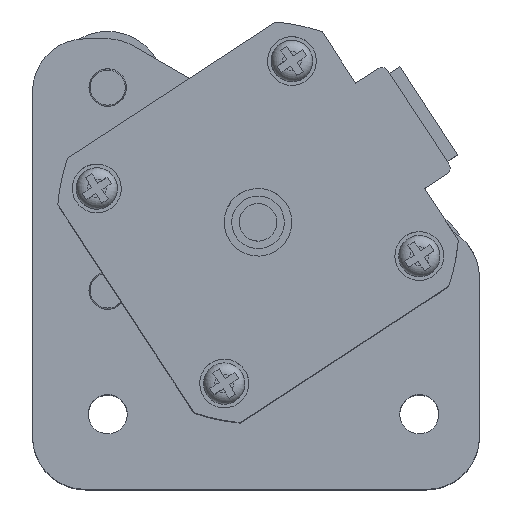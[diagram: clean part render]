
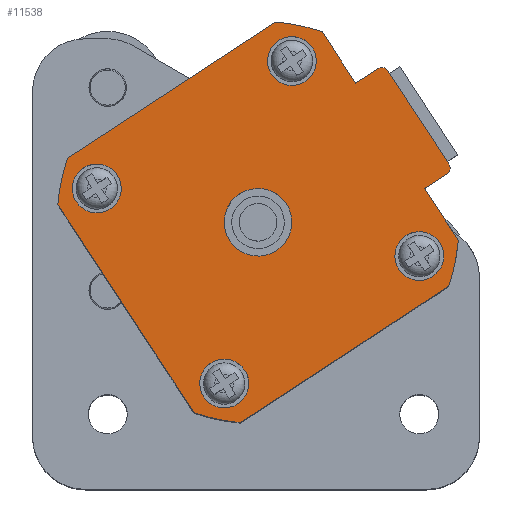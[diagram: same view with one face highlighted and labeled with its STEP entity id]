
A CAD part, top view. The second image highlights one B-rep face of the part: STEP entity #11538.
In plain terms, the highlighted face is planar.
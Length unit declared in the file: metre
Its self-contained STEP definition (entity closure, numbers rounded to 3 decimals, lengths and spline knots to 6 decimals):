
#601=LINE('',#18772,#1492);
#616=LINE('',#18808,#1507);
#627=LINE('',#18834,#1518);
#648=LINE('',#18926,#1539);
#651=LINE('',#18932,#1542);
#653=LINE('',#18938,#1544);
#844=LINE('',#19691,#1735);
#845=LINE('',#19692,#1736);
#1492=VECTOR('',#14940,1.);
#1507=VECTOR('',#14967,1.);
#1518=VECTOR('',#14986,1.);
#1539=VECTOR('',#15097,1.);
#1542=VECTOR('',#15102,1.);
#1544=VECTOR('',#15110,1.);
#1735=VECTOR('',#15635,1.);
#1736=VECTOR('',#15636,1.);
#4397=ORIENTED_EDGE('',*,*,#6655,.T.);
#4398=ORIENTED_EDGE('',*,*,#6353,.T.);
#4399=ORIENTED_EDGE('',*,*,#6249,.T.);
#4400=ORIENTED_EDGE('',*,*,#6301,.T.);
#4401=ORIENTED_EDGE('',*,*,#6405,.T.);
#4402=ORIENTED_EDGE('',*,*,#6246,.F.);
#4403=ORIENTED_EDGE('',*,*,#6238,.F.);
#4404=ORIENTED_EDGE('',*,*,#6242,.F.);
#4405=ORIENTED_EDGE('',*,*,#6241,.T.);
#4406=ORIENTED_EDGE('',*,*,#6532,.T.);
#4407=ORIENTED_EDGE('',*,*,#6224,.T.);
#4408=ORIENTED_EDGE('',*,*,#6180,.T.);
#4409=ORIENTED_EDGE('',*,*,#6227,.T.);
#4410=ORIENTED_EDGE('',*,*,#6193,.T.);
#4411=ORIENTED_EDGE('',*,*,#6219,.T.);
#4412=ORIENTED_EDGE('',*,*,#6162,.T.);
#4413=ORIENTED_EDGE('',*,*,#6222,.T.);
#4414=ORIENTED_EDGE('',*,*,#6531,.T.);
#4415=ORIENTED_EDGE('',*,*,#6244,.F.);
#6162=EDGE_CURVE('',#7618,#7617,#601,.T.);
#6180=EDGE_CURVE('',#7633,#7632,#616,.T.);
#6193=EDGE_CURVE('',#7644,#7643,#627,.T.);
#6219=EDGE_CURVE('',#7643,#7618,#8529,.T.);
#6222=EDGE_CURVE('',#7617,#7659,#8531,.T.);
#6224=EDGE_CURVE('',#7661,#7633,#8533,.T.);
#6227=EDGE_CURVE('',#7632,#7644,#8535,.T.);
#6238=EDGE_CURVE('',#7669,#7668,#648,.T.);
#6241=EDGE_CURVE('',#7670,#7671,#651,.T.);
#6242=EDGE_CURVE('',#7670,#7669,#8538,.T.);
#6244=EDGE_CURVE('',#7672,#7673,#653,.T.);
#6246=EDGE_CURVE('',#7668,#7672,#8539,.T.);
#6249=EDGE_CURVE('',#7676,#7676,#8542,.T.);
#6301=EDGE_CURVE('',#7712,#7712,#8550,.T.);
#6353=EDGE_CURVE('',#7748,#7748,#8558,.T.);
#6405=EDGE_CURVE('',#7784,#7784,#8566,.T.);
#6531=EDGE_CURVE('',#7659,#7673,#844,.T.);
#6532=EDGE_CURVE('',#7671,#7661,#845,.T.);
#6655=EDGE_CURVE('',#7948,#7948,#8587,.T.);
#7617=VERTEX_POINT('',#18771);
#7618=VERTEX_POINT('',#18773);
#7632=VERTEX_POINT('',#18807);
#7633=VERTEX_POINT('',#18809);
#7643=VERTEX_POINT('',#18833);
#7644=VERTEX_POINT('',#18835);
#7659=VERTEX_POINT('',#18891);
#7661=VERTEX_POINT('',#18897);
#7668=VERTEX_POINT('',#18923);
#7669=VERTEX_POINT('',#18925);
#7670=VERTEX_POINT('',#18929);
#7671=VERTEX_POINT('',#18931);
#7672=VERTEX_POINT('',#18937);
#7673=VERTEX_POINT('',#18939);
#7676=VERTEX_POINT('',#18950);
#7712=VERTEX_POINT('',#19095);
#7748=VERTEX_POINT('',#19240);
#7784=VERTEX_POINT('',#19385);
#7948=VERTEX_POINT('',#19948);
#8529=CIRCLE('',#13057,0.02675);
#8531=CIRCLE('',#13060,0.02675);
#8533=CIRCLE('',#13063,0.02675);
#8535=CIRCLE('',#13066,0.02675);
#8538=CIRCLE('',#13077,0.001);
#8539=CIRCLE('',#13080,0.001);
#8542=CIRCLE('',#13085,0.00325);
#8550=CIRCLE('',#13114,0.00325);
#8558=CIRCLE('',#13143,0.00325);
#8566=CIRCLE('',#13172,0.00325);
#8587=CIRCLE('',#13306,0.0045);
#9511=EDGE_LOOP('',(#4397));
#9512=EDGE_LOOP('',(#4398));
#9513=EDGE_LOOP('',(#4399));
#9514=EDGE_LOOP('',(#4400));
#9515=EDGE_LOOP('',(#4401));
#9516=EDGE_LOOP('',(#4402,#4403,#4404,#4405,#4406,#4407,#4408,#4409,#4410,
#4411,#4412,#4413,#4414,#4415));
#10405=FACE_BOUND('',#9511,.T.);
#10406=FACE_BOUND('',#9512,.T.);
#10407=FACE_BOUND('',#9513,.T.);
#10408=FACE_BOUND('',#9514,.T.);
#10409=FACE_BOUND('',#9515,.T.);
#10410=FACE_BOUND('',#9516,.T.);
#11087=PLANE('',#13305);
#11538=ADVANCED_FACE('',(#10405,#10406,#10407,#10408,#10409,#10410),#11087,
 .T.);
#13057=AXIS2_PLACEMENT_3D('',#18886,#15051,#15052);
#13060=AXIS2_PLACEMENT_3D('',#18892,#15058,#15059);
#13063=AXIS2_PLACEMENT_3D('',#18896,#15064,#15065);
#13066=AXIS2_PLACEMENT_3D('',#18901,#15071,#15072);
#13077=AXIS2_PLACEMENT_3D('',#18934,#15105,#15106);
#13080=AXIS2_PLACEMENT_3D('',#18942,#15114,#15115);
#13085=AXIS2_PLACEMENT_3D('',#18949,#15124,#15125);
#13114=AXIS2_PLACEMENT_3D('',#19094,#15214,#15215);
#13143=AXIS2_PLACEMENT_3D('',#19239,#15304,#15305);
#13172=AXIS2_PLACEMENT_3D('',#19384,#15394,#15395);
#13305=AXIS2_PLACEMENT_3D('',#19946,#15877,#15878);
#13306=AXIS2_PLACEMENT_3D('',#19947,#15879,#15880);
#14940=DIRECTION('',(0.,-1.,0.));
#14967=DIRECTION('',(0.,1.,0.));
#14986=DIRECTION('',(1.,0.,0.));
#15051=DIRECTION('',(0.,0.,-1.));
#15052=DIRECTION('',(1.,0.,0.));
#15058=DIRECTION('',(0.,0.,-1.));
#15059=DIRECTION('',(1.,0.,0.));
#15064=DIRECTION('',(0.,0.,-1.));
#15065=DIRECTION('',(1.,0.,0.));
#15071=DIRECTION('',(0.,0.,-1.));
#15072=DIRECTION('',(1.,0.,0.));
#15097=DIRECTION('',(1.,0.,0.));
#15102=DIRECTION('',(0.,1.,0.));
#15105=DIRECTION('',(0.,0.,1.));
#15106=DIRECTION('',(-0.707,-0.707,0.));
#15110=DIRECTION('',(0.,1.,0.));
#15114=DIRECTION('',(0.,0.,1.));
#15115=DIRECTION('',(0.707,-0.707,0.));
#15124=DIRECTION('',(0.,0.,1.));
#15125=DIRECTION('',(1.,0.,0.));
#15214=DIRECTION('',(0.,0.,1.));
#15215=DIRECTION('',(0.,1.,0.));
#15304=DIRECTION('',(0.,0.,1.));
#15305=DIRECTION('',(-1.,0.,0.));
#15394=DIRECTION('',(0.,0.,1.));
#15395=DIRECTION('',(0.,-1.,0.));
#15635=DIRECTION('',(-1.,0.,0.));
#15636=DIRECTION('',(-1.,0.,0.));
#15877=DIRECTION('',(0.,0.,-1.));
#15878=DIRECTION('',(-1.,0.,0.));
#15879=DIRECTION('',(0.,0.,1.));
#15880=DIRECTION('',(-1.,0.,0.));
#18771=CARTESIAN_POINT('',(0.021,-0.01657,-0.048));
#18772=CARTESIAN_POINT('',(0.021,0.008285,-0.048));
#18773=CARTESIAN_POINT('',(0.021,0.01657,-0.048));
#18807=CARTESIAN_POINT('',(-0.021,0.01657,-0.048));
#18808=CARTESIAN_POINT('',(-0.021,-0.008285,-0.048));
#18809=CARTESIAN_POINT('',(-0.021,-0.01657,-0.048));
#18833=CARTESIAN_POINT('',(0.01657,0.021,-0.048));
#18834=CARTESIAN_POINT('',(-0.008285,0.021,-0.048));
#18835=CARTESIAN_POINT('',(-0.01657,0.021,-0.048));
#18886=CARTESIAN_POINT('',(0.,0.,-0.048));
#18891=CARTESIAN_POINT('',(0.01657,-0.021,-0.048));
#18892=CARTESIAN_POINT('',(0.,0.,-0.048));
#18896=CARTESIAN_POINT('',(0.,0.,-0.048));
#18897=CARTESIAN_POINT('',(-0.01657,-0.021,-0.048));
#18901=CARTESIAN_POINT('',(0.,0.,-0.048));
#18923=CARTESIAN_POINT('',(0.007375,-0.0255,-0.048));
#18925=CARTESIAN_POINT('',(-0.007375,-0.0255,-0.048));
#18926=CARTESIAN_POINT('',(-0.008375,-0.0255,-0.048));
#18929=CARTESIAN_POINT('',(-0.008375,-0.0245,-0.048));
#18931=CARTESIAN_POINT('',(-0.008375,-0.021,-0.048));
#18932=CARTESIAN_POINT('',(-0.008375,-0.0255,-0.048));
#18934=CARTESIAN_POINT('',(-0.007375,-0.0245,-0.048));
#18937=CARTESIAN_POINT('',(0.008375,-0.0245,-0.048));
#18938=CARTESIAN_POINT('',(0.008375,-0.0255,-0.048));
#18939=CARTESIAN_POINT('',(0.008375,-0.021,-0.048));
#18942=CARTESIAN_POINT('',(0.007375,-0.0245,-0.048));
#18949=CARTESIAN_POINT('',(0.0155,0.0155,-0.048));
#18950=CARTESIAN_POINT('',(0.01875,0.0155,-0.048));
#19094=CARTESIAN_POINT('',(-0.0155,0.0155,-0.048));
#19095=CARTESIAN_POINT('',(-0.0155,0.01875,-0.048));
#19239=CARTESIAN_POINT('',(-0.0155,-0.0155,-0.048));
#19240=CARTESIAN_POINT('',(-0.01875,-0.0155,-0.048));
#19384=CARTESIAN_POINT('',(0.0155,-0.0155,-0.048));
#19385=CARTESIAN_POINT('',(0.0155,-0.01875,-0.048));
#19691=CARTESIAN_POINT('',(0.008285,-0.021,-0.048));
#19692=CARTESIAN_POINT('',(0.008285,-0.021,-0.048));
#19946=CARTESIAN_POINT('',(0.,0.,-0.048));
#19947=CARTESIAN_POINT('',(0.,0.,-0.048));
#19948=CARTESIAN_POINT('',(-0.0045,0.,-0.048));
